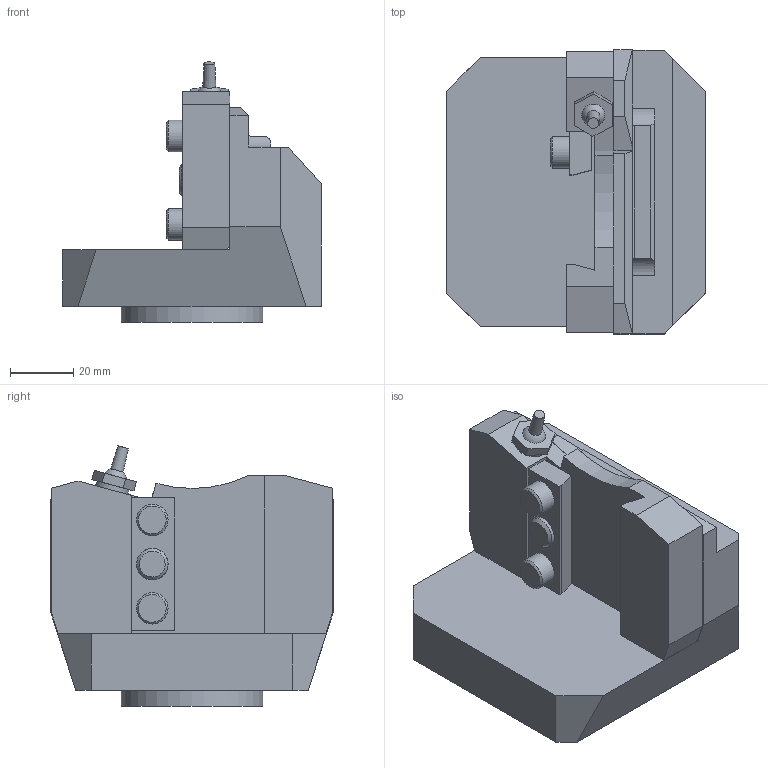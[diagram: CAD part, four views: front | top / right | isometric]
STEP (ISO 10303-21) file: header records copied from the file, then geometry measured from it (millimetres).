
FILE_DESCRIPTION(/* description */ (''),/* implementation_level */ '2;1');
FILE_NAME(/* name */ 'W7040048_stp.stp',/* time_stamp */ '2012-11-07T15:10:10+01:00',/* author */ (''),/* organization */ (''),/* preprocessor_version */ 'ST-DEVELOPER v11',/* originating_system */ 'SIEMENS PLM Software NX 7.5',/* authorisation */ '');
FILE_SCHEMA (('AUTOMOTIVE_DESIGN { 1 0 10303 214 1 1 1 1 }'));
Length unit declared in the file: millimetre
Products named in the file (1): reic5E163v1z
Bounding box: 82 x 90 x 82.5 mm (x, y, z)
Volume: 255272.9 mm3; surface area: 33507.7 mm2
Topology: 1 solids, 1 shells, 84 faces, 218 edges, 143 vertices
Faces by surface type: plane 69, cylinder 10, cone 4, sphere 1
Full cylindrical faces by diameter (mm): 10 x3, 10.6 x1, 45 x1
Entity records: 2511 total; most frequent: CARTESIAN_POINT 460, ORIENTED_EDGE 410, DIRECTION 401, EDGE_CURVE 205, LINE 175, VECTOR 175, VERTEX_POINT 140, AXIS2_PLACEMENT_3D 113
